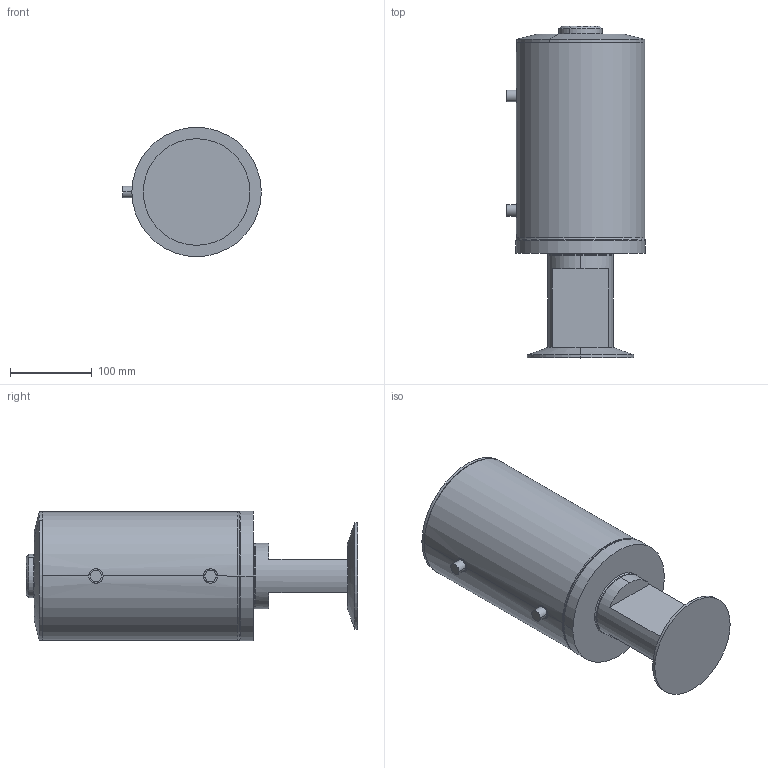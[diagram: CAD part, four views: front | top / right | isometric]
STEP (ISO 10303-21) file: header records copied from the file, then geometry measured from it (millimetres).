
FILE_DESCRIPTION (( 'STEP AP203' ), '1' );
FILE_NAME ('W75CP2-SL-4.STEP', '2018-04-30T20:11:49', ( '' ), ( '' ), 'SwSTEP 2.0', 'SolidWorks 2014', '' );
FILE_SCHEMA (( 'CONFIG_CONTROL_DESIGN' ));
Length unit declared in the file: inch
Products named in the file (1): W75CP2-SL-4
Bounding box: 169.35 x 405.43 x 158.14 mm (x, y, z)
Volume: 5675167.5 mm3; surface area: 222781.1 mm2
Topology: 1 solids, 1 shells, 59 faces, 132 edges, 80 vertices
Faces by surface type: cylinder 28, plane 16, torus 9, cone 6
Entity records: 1931 total; most frequent: CARTESIAN_POINT 494, DIRECTION 318, ORIENTED_EDGE 264, AXIS2_PLACEMENT_3D 136, EDGE_CURVE 132, VERTEX_POINT 80, CIRCLE 76, EDGE_LOOP 64
